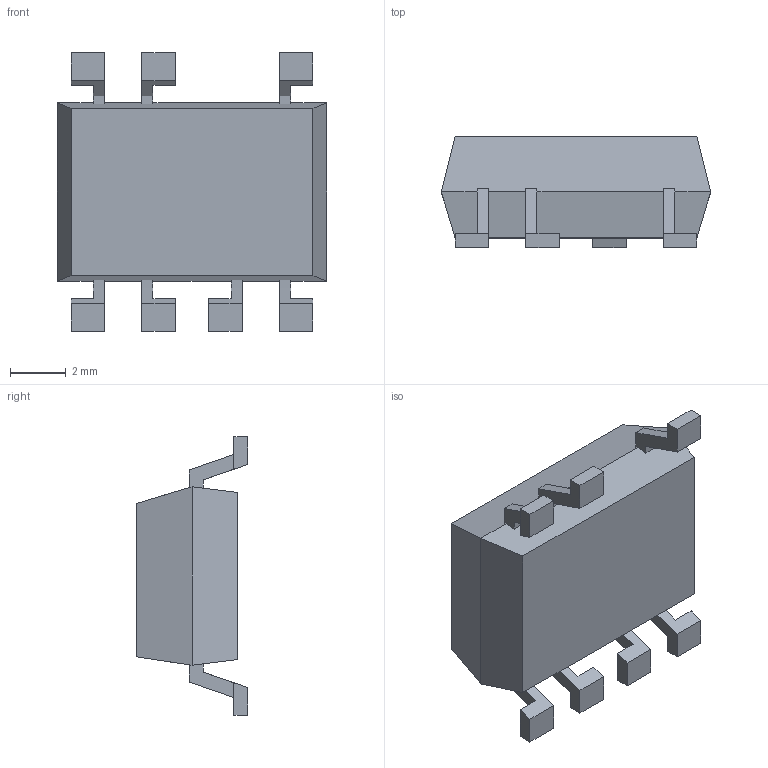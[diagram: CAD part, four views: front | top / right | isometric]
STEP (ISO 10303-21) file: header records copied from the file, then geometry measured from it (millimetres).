
FILE_DESCRIPTION (( 'STEP AP214' ), '1' );
FILE_NAME ('User Library-8-pin-SMT-lead-similar to ssr 3d model.STEP', '2013-03-09T01:32:00', ( '' ), ( '' ), 'SwSTEP 2.0', 'SolidWorks 2013', '' );
FILE_SCHEMA (( 'AUTOMOTIVE_DESIGN' ));
Length unit declared in the file: millimetre
Products named in the file (1): User Library-8-pin-SMT-lead-similar to ssr 3d model
Bounding box: 9.66 x 4 x 10 mm (x, y, z)
Volume: 210.3 mm3; surface area: 269.2 mm2
Topology: 1 solids, 1 shells, 80 faces, 230 edges, 152 vertices
Faces by surface type: plane 80
Entity records: 3476 total; most frequent: CARTESIAN_POINT 463, ORIENTED_EDGE 460, DIRECTION 392, VECTOR 230, EDGE_CURVE 230, LINE 230, VERTEX_POINT 152, UNCERTAINTY_MEASURE_WITH_UNIT 83
